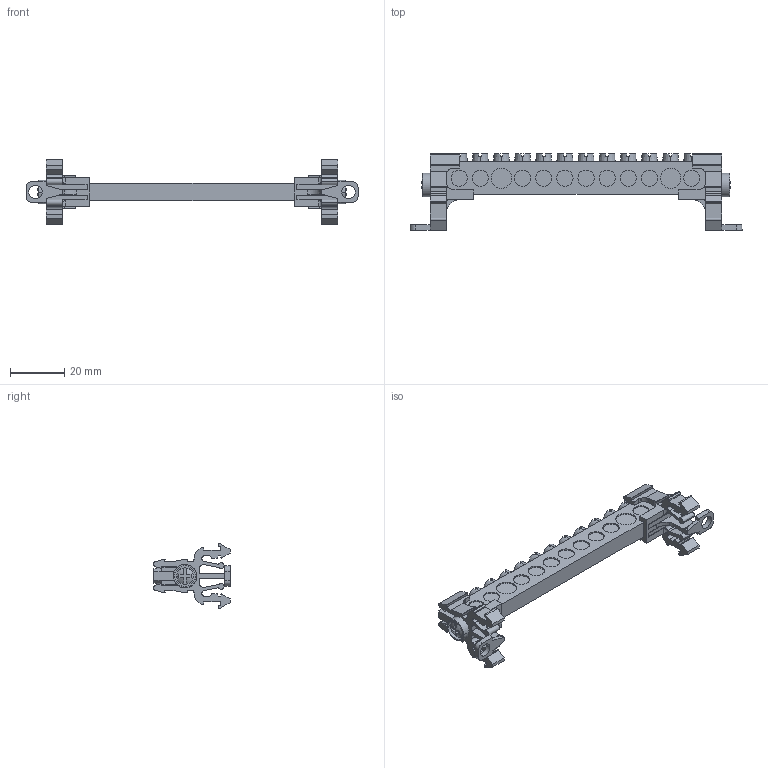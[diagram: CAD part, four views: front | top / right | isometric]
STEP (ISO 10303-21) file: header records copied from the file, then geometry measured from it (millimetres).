
FILE_DESCRIPTION (( 'STEP AP203' ), '1' );
FILE_NAME ('7x12 Tek Kutuplu Daðýtýcý Ünite - 12 Delikli - Kapaksýz.STEP', '2018-12-04T13:15:24', ( '' ), ( '' ), 'SwSTEP 2.0', 'SolidWorks 2011', '' );
FILE_SCHEMA (( 'CONFIG_CONTROL_DESIGN' ));
Length unit declared in the file: millimetre
Products named in the file (1): 7x12 Tek Kutuplu Daðýtýcý Ünite - 12 Delikli - Kapaksýz
Bounding box: 122.48 x 28.2 x 24 mm (x, y, z)
Volume: 12489.5 mm3; surface area: 10064.5 mm2
Topology: 1 solids, 1 shells, 735 faces, 2062 edges, 1367 vertices
Faces by surface type: plane 430, cylinder 238, bspline 32, cone 24, torus 11
Entity records: 24468 total; most frequent: CARTESIAN_POINT 5325, ORIENTED_EDGE 4124, DIRECTION 3863, EDGE_CURVE 2062, VERTEX_POINT 1367, AXIS2_PLACEMENT_3D 1291, LINE 1281, VECTOR 1281
